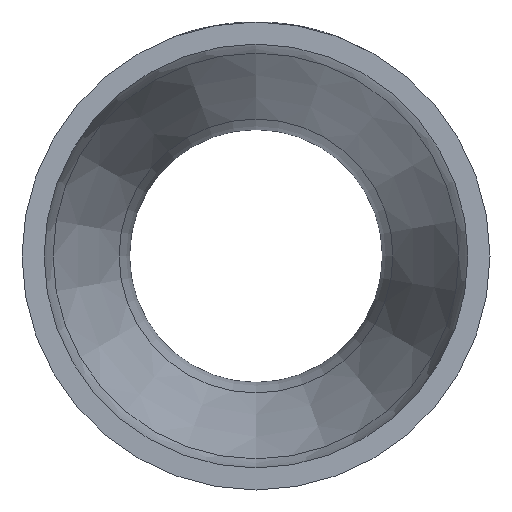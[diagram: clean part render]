
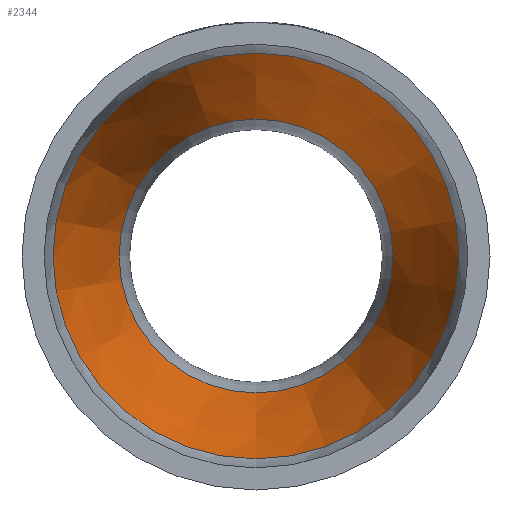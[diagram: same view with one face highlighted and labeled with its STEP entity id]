
A CAD part, front view. The second image highlights one B-rep face of the part: STEP entity #2344.
In plain terms, the highlighted conical face has half-angle 15.33 degrees and reference radius 18.382 mm.
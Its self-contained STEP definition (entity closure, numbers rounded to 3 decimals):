
#103 = DIRECTION ( 'NONE',  ( 0., -1., 0. ) ) ;
#287 = EDGE_LOOP ( 'NONE', ( #2406 ) ) ;
#947 = CARTESIAN_POINT ( 'NONE',  ( 0., 13.581, 0. ) ) ;
#975 = EDGE_LOOP ( 'NONE', ( #2172 ) ) ;
#986 = DIRECTION ( 'NONE',  ( 0., 0., -1. ) ) ;
#2172 = ORIENTED_EDGE ( 'NONE', *, *, #7204, .F. ) ;
#2344 = ADVANCED_FACE ( 'NONE', ( #6069, #7552 ), #4044, .F. ) ;
#2406 = ORIENTED_EDGE ( 'NONE', *, *, #9341, .T. ) ;
#2628 = CIRCLE ( 'NONE', #10247, 18.382 ) ;
#2683 = DIRECTION ( 'NONE',  ( 0., 0., -1. ) ) ;
#4044 = CONICAL_SURFACE ( 'NONE', #11472, 18.382, 0.268 ) ;
#5957 = CIRCLE ( 'NONE', #7339, 12.411 ) ;
#6069 = FACE_BOUND ( 'NONE', #975, .T. ) ;
#6100 = VERTEX_POINT ( 'NONE', #7854 ) ;
#6522 = CARTESIAN_POINT ( 'NONE',  ( 0., 35.362, 0. ) ) ;
#7204 = EDGE_CURVE ( 'NONE', #8187, #8187, #5957, .T. ) ;
#7339 = AXIS2_PLACEMENT_3D ( 'NONE', #6522, #7476, #9301 ) ;
#7476 = DIRECTION ( 'NONE',  ( 0., -1., 0. ) ) ;
#7552 = FACE_OUTER_BOUND ( 'NONE', #287, .T. ) ;
#7854 = CARTESIAN_POINT ( 'NONE',  ( 0., 13.581, -18.382 ) ) ;
#8187 = VERTEX_POINT ( 'NONE', #9764 ) ;
#9106 = CARTESIAN_POINT ( 'NONE',  ( 0., 13.581, 0. ) ) ;
#9301 = DIRECTION ( 'NONE',  ( 0., 0., -1. ) ) ;
#9341 = EDGE_CURVE ( 'NONE', #6100, #6100, #2628, .T. ) ;
#9764 = CARTESIAN_POINT ( 'NONE',  ( 0., 35.362, -12.411 ) ) ;
#10247 = AXIS2_PLACEMENT_3D ( 'NONE', #947, #103, #986 ) ;
#11117 = DIRECTION ( 'NONE',  ( 0., -1., 0. ) ) ;
#11472 = AXIS2_PLACEMENT_3D ( 'NONE', #9106, #11117, #2683 ) ;
